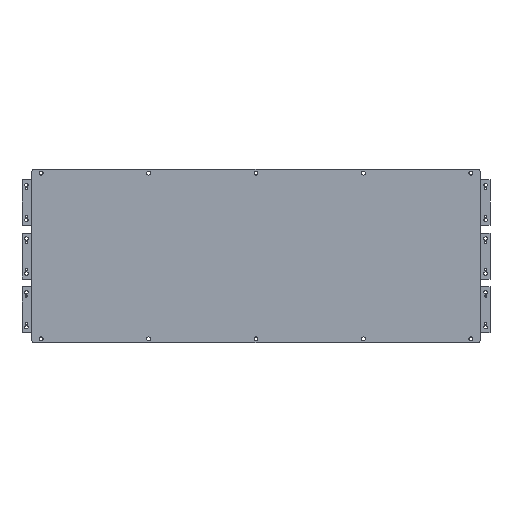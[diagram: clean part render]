
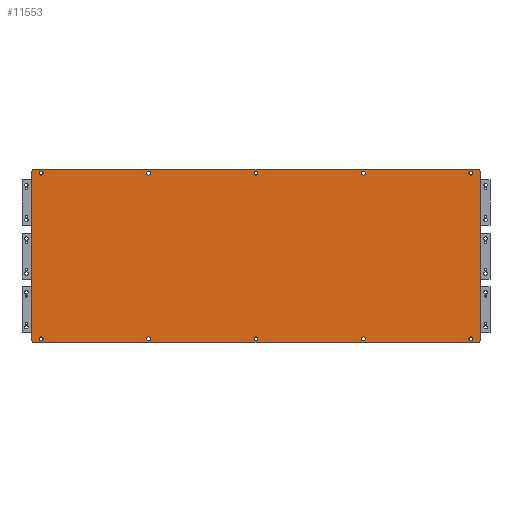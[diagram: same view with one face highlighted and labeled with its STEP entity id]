
A CAD part, top view. The second image highlights one B-rep face of the part: STEP entity #11553.
In plain terms, the highlighted planar face has unit normal (0, 0, 1).
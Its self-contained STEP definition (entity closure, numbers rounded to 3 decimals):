
#410=CIRCLE('',#14279,5.);
#413=CIRCLE('',#14283,5.);
#414=CIRCLE('',#14285,5.);
#417=CIRCLE('',#14289,5.);
#428=CIRCLE('',#14304,3.5);
#429=CIRCLE('',#14305,3.5);
#430=CIRCLE('',#14306,3.5);
#431=CIRCLE('',#14307,3.5);
#432=CIRCLE('',#14308,3.5);
#433=CIRCLE('',#14309,3.5);
#434=CIRCLE('',#14310,3.5);
#435=CIRCLE('',#14311,3.5);
#436=CIRCLE('',#14312,3.5);
#437=CIRCLE('',#14313,3.5);
#1284=ORIENTED_EDGE('',*,*,#4464,.T.);
#1285=ORIENTED_EDGE('',*,*,#4465,.T.);
#1286=ORIENTED_EDGE('',*,*,#4466,.T.);
#1287=ORIENTED_EDGE('',*,*,#4467,.T.);
#1288=ORIENTED_EDGE('',*,*,#4468,.T.);
#1289=ORIENTED_EDGE('',*,*,#4469,.T.);
#1290=ORIENTED_EDGE('',*,*,#4470,.T.);
#1291=ORIENTED_EDGE('',*,*,#4471,.T.);
#1292=ORIENTED_EDGE('',*,*,#4472,.T.);
#1293=ORIENTED_EDGE('',*,*,#4473,.T.);
#1294=ORIENTED_EDGE('',*,*,#4451,.F.);
#1295=ORIENTED_EDGE('',*,*,#4448,.T.);
#1296=ORIENTED_EDGE('',*,*,#4430,.F.);
#1297=ORIENTED_EDGE('',*,*,#4438,.T.);
#1298=ORIENTED_EDGE('',*,*,#4453,.F.);
#1299=ORIENTED_EDGE('',*,*,#4442,.T.);
#1300=ORIENTED_EDGE('',*,*,#4434,.T.);
#1301=ORIENTED_EDGE('',*,*,#4444,.T.);
#4430=EDGE_CURVE('',#6028,#6029,#7130,.T.);
#4434=EDGE_CURVE('',#6032,#6033,#7134,.T.);
#4438=EDGE_CURVE('',#6028,#6036,#410,.T.);
#4442=EDGE_CURVE('',#6039,#6032,#413,.T.);
#4444=EDGE_CURVE('',#6033,#6040,#414,.T.);
#4448=EDGE_CURVE('',#6043,#6029,#417,.T.);
#4451=EDGE_CURVE('',#6043,#6040,#7143,.T.);
#4453=EDGE_CURVE('',#6039,#6036,#7145,.T.);
#4464=EDGE_CURVE('',#6054,#6054,#428,.T.);
#4465=EDGE_CURVE('',#6055,#6055,#429,.T.);
#4466=EDGE_CURVE('',#6056,#6056,#430,.T.);
#4467=EDGE_CURVE('',#6057,#6057,#431,.T.);
#4468=EDGE_CURVE('',#6058,#6058,#432,.T.);
#4469=EDGE_CURVE('',#6059,#6059,#433,.T.);
#4470=EDGE_CURVE('',#6060,#6060,#434,.T.);
#4471=EDGE_CURVE('',#6061,#6061,#435,.T.);
#4472=EDGE_CURVE('',#6062,#6062,#436,.T.);
#4473=EDGE_CURVE('',#6063,#6063,#437,.T.);
#6028=VERTEX_POINT('',#19135);
#6029=VERTEX_POINT('',#19136);
#6032=VERTEX_POINT('',#19144);
#6033=VERTEX_POINT('',#19145);
#6036=VERTEX_POINT('',#19153);
#6039=VERTEX_POINT('',#19161);
#6040=VERTEX_POINT('',#19165);
#6043=VERTEX_POINT('',#19173);
#6054=VERTEX_POINT('',#19204);
#6055=VERTEX_POINT('',#19206);
#6056=VERTEX_POINT('',#19208);
#6057=VERTEX_POINT('',#19210);
#6058=VERTEX_POINT('',#19212);
#6059=VERTEX_POINT('',#19214);
#6060=VERTEX_POINT('',#19216);
#6061=VERTEX_POINT('',#19218);
#6062=VERTEX_POINT('',#19220);
#6063=VERTEX_POINT('',#19222);
#7130=LINE('',#19134,#8108);
#7134=LINE('',#19143,#8112);
#7143=LINE('',#19177,#8121);
#7145=LINE('',#19180,#8123);
#8108=VECTOR('',#15572,1000.);
#8112=VECTOR('',#15578,1000.);
#8121=VECTOR('',#15613,1000.);
#8123=VECTOR('',#15617,1000.);
#9105=EDGE_LOOP('',(#1284));
#9106=EDGE_LOOP('',(#1285));
#9107=EDGE_LOOP('',(#1286));
#9108=EDGE_LOOP('',(#1287));
#9109=EDGE_LOOP('',(#1288));
#9110=EDGE_LOOP('',(#1289));
#9111=EDGE_LOOP('',(#1290));
#9112=EDGE_LOOP('',(#1291));
#9113=EDGE_LOOP('',(#1292));
#9114=EDGE_LOOP('',(#1293));
#9115=EDGE_LOOP('',(#1294,#1295,#1296,#1297,#1298,#1299,#1300,#1301));
#10127=FACE_BOUND('',#9105,.T.);
#10128=FACE_BOUND('',#9106,.T.);
#10129=FACE_BOUND('',#9107,.T.);
#10130=FACE_BOUND('',#9108,.T.);
#10131=FACE_BOUND('',#9109,.T.);
#10132=FACE_BOUND('',#9110,.T.);
#10133=FACE_BOUND('',#9111,.T.);
#10134=FACE_BOUND('',#9112,.T.);
#10135=FACE_BOUND('',#9113,.T.);
#10136=FACE_BOUND('',#9114,.T.);
#10137=FACE_BOUND('',#9115,.T.);
#11135=PLANE('',#14303);
#11553=ADVANCED_FACE('',(#10127,#10128,#10129,#10130,#10131,#10132,#10133,
#10134,#10135,#10136,#10137),#11135,.T.);
#14279=AXIS2_PLACEMENT_3D('',#19152,#15584,#15585);
#14283=AXIS2_PLACEMENT_3D('',#19160,#15593,#15594);
#14285=AXIS2_PLACEMENT_3D('',#19164,#15598,#15599);
#14289=AXIS2_PLACEMENT_3D('',#19172,#15607,#15608);
#14303=AXIS2_PLACEMENT_3D('',#19202,#15640,#15641);
#14304=AXIS2_PLACEMENT_3D('',#19203,#15642,#15643);
#14305=AXIS2_PLACEMENT_3D('',#19205,#15644,#15645);
#14306=AXIS2_PLACEMENT_3D('',#19207,#15646,#15647);
#14307=AXIS2_PLACEMENT_3D('',#19209,#15648,#15649);
#14308=AXIS2_PLACEMENT_3D('',#19211,#15650,#15651);
#14309=AXIS2_PLACEMENT_3D('',#19213,#15652,#15653);
#14310=AXIS2_PLACEMENT_3D('',#19215,#15654,#15655);
#14311=AXIS2_PLACEMENT_3D('',#19217,#15656,#15657);
#14312=AXIS2_PLACEMENT_3D('',#19219,#15658,#15659);
#14313=AXIS2_PLACEMENT_3D('',#19221,#15660,#15661);
#15572=DIRECTION('',(0.,1.,0.));
#15578=DIRECTION('',(0.,1.,0.));
#15584=DIRECTION('',(0.,0.,1.));
#15585=DIRECTION('',(1.,0.,0.));
#15593=DIRECTION('',(0.,0.,1.));
#15594=DIRECTION('',(1.,0.,0.));
#15598=DIRECTION('',(0.,0.,1.));
#15599=DIRECTION('',(1.,0.,0.));
#15607=DIRECTION('',(0.,0.,1.));
#15608=DIRECTION('',(1.,0.,0.));
#15613=DIRECTION('',(1.,0.,0.));
#15617=DIRECTION('',(-1.,0.,0.));
#15640=DIRECTION('',(0.,0.,1.));
#15641=DIRECTION('',(1.,0.,0.));
#15642=DIRECTION('',(0.,0.,-1.));
#15643=DIRECTION('',(0.,-1.,0.));
#15644=DIRECTION('',(0.,0.,-1.));
#15645=DIRECTION('',(0.,-1.,0.));
#15646=DIRECTION('',(0.,0.,-1.));
#15647=DIRECTION('',(0.,-1.,0.));
#15648=DIRECTION('',(0.,0.,-1.));
#15649=DIRECTION('',(0.,-1.,0.));
#15650=DIRECTION('',(0.,0.,-1.));
#15651=DIRECTION('',(0.,-1.,0.));
#15652=DIRECTION('',(0.,0.,-1.));
#15653=DIRECTION('',(0.,-1.,0.));
#15654=DIRECTION('',(0.,0.,-1.));
#15655=DIRECTION('',(0.,-1.,0.));
#15656=DIRECTION('',(0.,0.,-1.));
#15657=DIRECTION('',(0.,-1.,0.));
#15658=DIRECTION('',(0.,0.,-1.));
#15659=DIRECTION('',(0.,-1.,0.));
#15660=DIRECTION('',(0.,0.,-1.));
#15661=DIRECTION('',(0.,-1.,0.));
#19134=CARTESIAN_POINT('',(-369.272,-217.701,113.5));
#19135=CARTESIAN_POINT('',(-369.272,-227.701,113.5));
#19136=CARTESIAN_POINT('',(-369.272,80.299,113.5));
#19143=CARTESIAN_POINT('',(450.728,70.299,113.5));
#19144=CARTESIAN_POINT('',(450.728,-227.701,113.5));
#19145=CARTESIAN_POINT('',(450.728,80.299,113.5));
#19152=CARTESIAN_POINT('',(-364.272,-227.701,113.5));
#19153=CARTESIAN_POINT('',(-364.272,-232.701,113.5));
#19160=CARTESIAN_POINT('',(445.728,-227.701,113.5));
#19161=CARTESIAN_POINT('',(445.728,-232.701,113.5));
#19164=CARTESIAN_POINT('',(445.728,80.299,113.5));
#19165=CARTESIAN_POINT('',(445.728,85.299,113.5));
#19172=CARTESIAN_POINT('',(-364.272,80.299,113.5));
#19173=CARTESIAN_POINT('',(-364.272,85.299,113.5));
#19177=CARTESIAN_POINT('',(-369.272,85.299,113.5));
#19180=CARTESIAN_POINT('',(450.728,-232.701,113.5));
#19202=CARTESIAN_POINT('',(40.728,-73.701,113.5));
#19203=CARTESIAN_POINT('',(433.728,-225.201,113.5));
#19204=CARTESIAN_POINT('',(433.728,-228.701,113.5));
#19205=CARTESIAN_POINT('',(237.228,-225.201,113.5));
#19206=CARTESIAN_POINT('',(237.228,-228.701,113.5));
#19207=CARTESIAN_POINT('',(40.728,-225.201,113.5));
#19208=CARTESIAN_POINT('',(40.728,-228.701,113.5));
#19209=CARTESIAN_POINT('',(433.728,77.799,113.5));
#19210=CARTESIAN_POINT('',(433.728,74.299,113.5));
#19211=CARTESIAN_POINT('',(237.228,77.799,113.5));
#19212=CARTESIAN_POINT('',(237.228,74.299,113.5));
#19213=CARTESIAN_POINT('',(40.728,77.799,113.5));
#19214=CARTESIAN_POINT('',(40.728,74.299,113.5));
#19215=CARTESIAN_POINT('',(-352.272,77.799,113.5));
#19216=CARTESIAN_POINT('',(-352.272,74.299,113.5));
#19217=CARTESIAN_POINT('',(-155.772,77.799,113.5));
#19218=CARTESIAN_POINT('',(-155.772,74.299,113.5));
#19219=CARTESIAN_POINT('',(-352.272,-225.201,113.5));
#19220=CARTESIAN_POINT('',(-352.272,-228.701,113.5));
#19221=CARTESIAN_POINT('',(-155.772,-225.201,113.5));
#19222=CARTESIAN_POINT('',(-155.772,-228.701,113.5));
